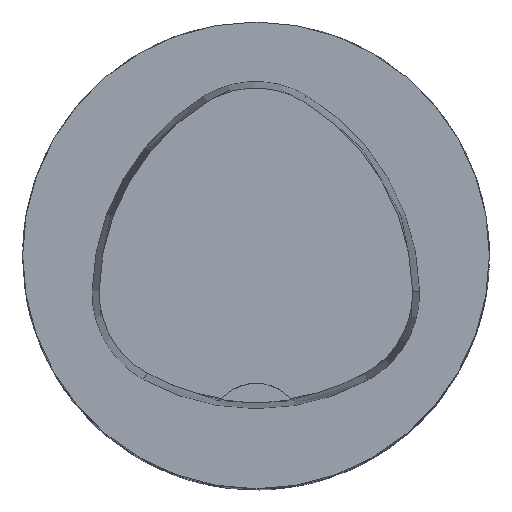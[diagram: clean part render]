
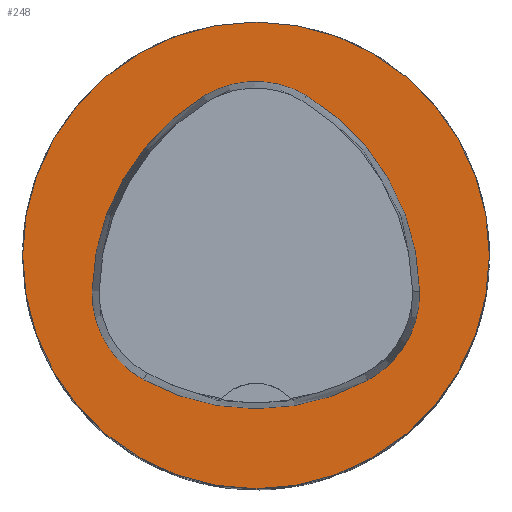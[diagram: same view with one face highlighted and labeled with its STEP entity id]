
A CAD part, top view. The second image highlights one B-rep face of the part: STEP entity #248.
In plain terms, the highlighted planar face has unit normal (0, 0, 1).
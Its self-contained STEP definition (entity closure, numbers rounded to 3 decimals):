
#213=FACE_BOUND('',#349,.T.);
#214=FACE_BOUND('',#350,.T.);
#248=ADVANCED_FACE('',(#213,#214),#269,.T.);
#269=PLANE('',#811);
#349=EDGE_LOOP('',(#444,#445,#446,#447,#448,#449));
#350=EDGE_LOOP('',(#450));
#444=ORIENTED_EDGE('',*,*,#599,.T.);
#445=ORIENTED_EDGE('',*,*,#579,.T.);
#446=ORIENTED_EDGE('',*,*,#583,.T.);
#447=ORIENTED_EDGE('',*,*,#586,.T.);
#448=ORIENTED_EDGE('',*,*,#589,.T.);
#449=ORIENTED_EDGE('',*,*,#597,.T.);
#450=ORIENTED_EDGE('',*,*,#602,.F.);
#526=VERTEX_POINT('',#1128);
#527=VERTEX_POINT('',#1129);
#530=VERTEX_POINT('',#1137);
#532=VERTEX_POINT('',#1143);
#534=VERTEX_POINT('',#1149);
#541=VERTEX_POINT('',#1170);
#542=VERTEX_POINT('',#1180);
#579=EDGE_CURVE('',#526,#527,#647,.T.);
#583=EDGE_CURVE('',#527,#530,#649,.T.);
#586=EDGE_CURVE('',#530,#532,#651,.T.);
#589=EDGE_CURVE('',#532,#534,#653,.T.);
#597=EDGE_CURVE('',#534,#541,#657,.T.);
#599=EDGE_CURVE('',#541,#526,#659,.T.);
#602=EDGE_CURVE('',#542,#542,#662,.T.);
#647=CIRCLE('',#788,20.);
#649=CIRCLE('',#791,8.5);
#651=CIRCLE('',#794,20.);
#653=CIRCLE('',#797,8.5);
#657=CIRCLE('',#802,20.);
#659=CIRCLE('',#805,8.5);
#662=CIRCLE('',#810,20.);
#788=AXIS2_PLACEMENT_3D('',#1127,#930,#931);
#791=AXIS2_PLACEMENT_3D('',#1136,#938,#939);
#794=AXIS2_PLACEMENT_3D('',#1142,#945,#946);
#797=AXIS2_PLACEMENT_3D('',#1148,#952,#953);
#802=AXIS2_PLACEMENT_3D('',#1171,#964,#965);
#805=AXIS2_PLACEMENT_3D('',#1174,#970,#971);
#810=AXIS2_PLACEMENT_3D('',#1179,#980,#981);
#811=AXIS2_PLACEMENT_3D('',#1181,#982,#983);
#930=DIRECTION('',(0.,0.,-1.));
#931=DIRECTION('',(-1.,0.,0.));
#938=DIRECTION('',(0.,0.,-1.));
#939=DIRECTION('',(-1.,0.,0.));
#945=DIRECTION('',(0.,0.,-1.));
#946=DIRECTION('',(-1.,0.,0.));
#952=DIRECTION('',(0.,0.,-1.));
#953=DIRECTION('',(-1.,0.,0.));
#964=DIRECTION('',(0.,0.,-1.));
#965=DIRECTION('',(-1.,0.,0.));
#970=DIRECTION('',(0.,0.,-1.));
#971=DIRECTION('',(-1.,0.,0.));
#980=DIRECTION('',(0.,0.,-1.));
#981=DIRECTION('',(-1.,0.,0.));
#982=DIRECTION('',(0.,0.,1.));
#983=DIRECTION('',(1.,0.,0.));
#1127=CARTESIAN_POINT('',(5.955,-3.414,0.));
#1128=CARTESIAN_POINT('',(-14.041,-3.042,0.));
#1129=CARTESIAN_POINT('',(-4.472,13.653,0.));
#1136=CARTESIAN_POINT('',(-0.04,6.4,0.));
#1137=CARTESIAN_POINT('',(4.347,13.68,0.));
#1142=CARTESIAN_POINT('',(-5.976,-3.45,0.));
#1143=CARTESIAN_POINT('',(14.021,-3.075,0.));
#1148=CARTESIAN_POINT('',(5.522,-3.235,0.));
#1149=CARTESIAN_POINT('',(9.588,-10.699,0.));
#1170=CARTESIAN_POINT('',(-9.655,-10.639,0.));
#1171=CARTESIAN_POINT('',(0.022,6.864,0.));
#1174=CARTESIAN_POINT('',(-5.543,-3.2,0.));
#1179=CARTESIAN_POINT('',(0.,0.,0.));
#1180=CARTESIAN_POINT('',(-20.,0.,0.));
#1181=CARTESIAN_POINT('',(0.,0.,0.));
